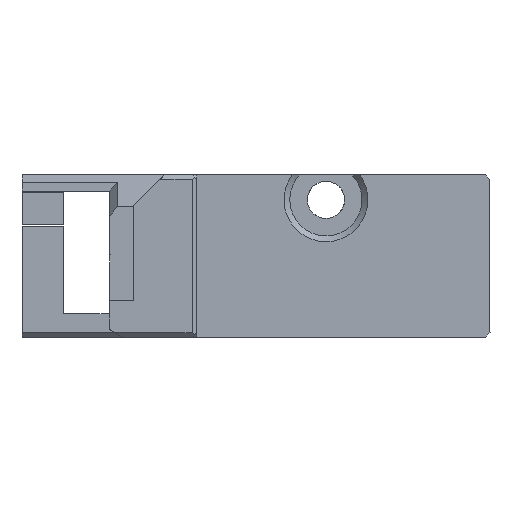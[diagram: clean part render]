
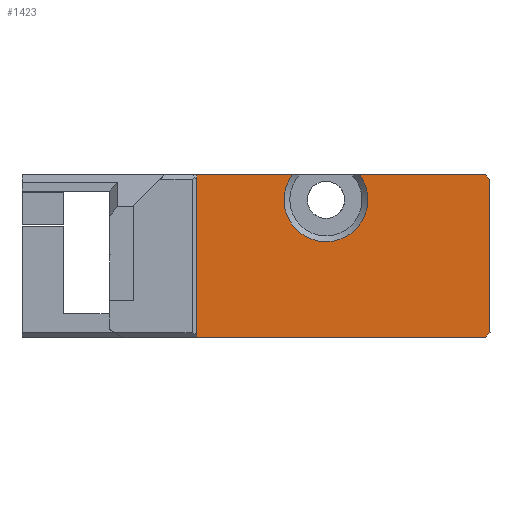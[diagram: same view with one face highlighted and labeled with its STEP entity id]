
A CAD part, front view. The second image highlights one B-rep face of the part: STEP entity #1423.
In plain terms, the highlighted planar face has unit normal (0, -1, 0).
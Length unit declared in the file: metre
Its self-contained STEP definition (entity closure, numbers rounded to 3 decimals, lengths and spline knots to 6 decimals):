
#67=PLANE('',#1542);
#109=CIRCLE('',#1543,0.0036);
#425=ORIENTED_EDGE('',*,*,#606,.F.);
#426=ORIENTED_EDGE('',*,*,#578,.F.);
#427=ORIENTED_EDGE('',*,*,#567,.F.);
#428=ORIENTED_EDGE('',*,*,#570,.F.);
#429=ORIENTED_EDGE('',*,*,#560,.F.);
#430=ORIENTED_EDGE('',*,*,#585,.T.);
#431=ORIENTED_EDGE('',*,*,#696,.T.);
#432=ORIENTED_EDGE('',*,*,#593,.T.);
#560=EDGE_CURVE('',#760,#761,#893,.T.);
#567=EDGE_CURVE('',#767,#768,#900,.T.);
#570=EDGE_CURVE('',#761,#767,#903,.T.);
#578=EDGE_CURVE('',#768,#775,#909,.T.);
#585=EDGE_CURVE('',#760,#780,#915,.T.);
#593=EDGE_CURVE('',#787,#786,#923,.T.);
#606=EDGE_CURVE('',#775,#786,#935,.T.);
#696=EDGE_CURVE('',#780,#787,#109,.F.);
#760=VERTEX_POINT('',#2039);
#761=VERTEX_POINT('',#2041);
#767=VERTEX_POINT('',#2055);
#768=VERTEX_POINT('',#2057);
#775=VERTEX_POINT('',#2077);
#780=VERTEX_POINT('',#2092);
#786=VERTEX_POINT('',#2106);
#787=VERTEX_POINT('',#2108);
#893=LINE('',#2040,#1064);
#900=LINE('',#2056,#1071);
#903=LINE('',#2062,#1074);
#909=LINE('',#2076,#1080);
#915=LINE('',#2093,#1086);
#923=LINE('',#2107,#1094);
#935=LINE('',#2136,#1106);
#1064=VECTOR('',#1631,1.);
#1071=VECTOR('',#1642,1.);
#1074=VECTOR('',#1647,1.);
#1080=VECTOR('',#1659,1.);
#1086=VECTOR('',#1667,1.);
#1094=VECTOR('',#1675,1.);
#1106=VECTOR('',#1695,1.);
#1260=EDGE_LOOP('',(#425,#426,#427,#428,#429,#430,#431,#432));
#1339=FACE_BOUND('',#1260,.T.);
#1423=ADVANCED_FACE('',(#1339),#67,.T.);
#1542=AXIS2_PLACEMENT_3D('',#2323,#1861,#1862);
#1543=AXIS2_PLACEMENT_3D('',#2324,#1863,#1864);
#1631=DIRECTION('',(0.707,0.,-0.707));
#1642=DIRECTION('',(-0.707,0.,-0.707));
#1647=DIRECTION('',(0.,0.,-1.));
#1659=DIRECTION('',(-1.,0.,0.));
#1667=DIRECTION('',(-1.,0.,0.));
#1675=DIRECTION('',(-1.,0.,0.));
#1695=DIRECTION('',(0.,0.,1.));
#1861=DIRECTION('',(0.,-1.,0.));
#1862=DIRECTION('',(-1.,0.,0.));
#1863=DIRECTION('',(0.,-1.,0.));
#1864=DIRECTION('',(-1.,0.,0.));
#2039=CARTESIAN_POINT('',(0.027278,-0.002825,0.000758));
#2040=CARTESIAN_POINT('',(0.027478,-0.002825,0.000558));
#2041=CARTESIAN_POINT('',(0.027678,-0.002825,0.000358));
#2055=CARTESIAN_POINT('',(0.027678,-0.002825,-0.012784));
#2056=CARTESIAN_POINT('',(0.027478,-0.002825,-0.012984));
#2057=CARTESIAN_POINT('',(0.027278,-0.002825,-0.013184));
#2062=CARTESIAN_POINT('',(0.027678,-0.002825,-0.040323));
#2076=CARTESIAN_POINT('',(0.028678,-0.002825,-0.013184));
#2077=CARTESIAN_POINT('',(0.002494,-0.002825,-0.013184));
#2092=CARTESIAN_POINT('',(0.01648,-0.002825,0.000758));
#2093=CARTESIAN_POINT('',(0.028678,-0.002825,0.000758));
#2106=CARTESIAN_POINT('',(0.002494,-0.002825,0.000758));
#2107=CARTESIAN_POINT('',(0.028678,-0.002825,0.000758));
#2108=CARTESIAN_POINT('',(0.010702,-0.002825,0.000758));
#2136=CARTESIAN_POINT('',(0.002494,-0.002825,-0.475259));
#2323=CARTESIAN_POINT('',(0.028245,-0.002825,-0.475259));
#2324=CARTESIAN_POINT('',(0.013591,-0.002825,-0.00139));
